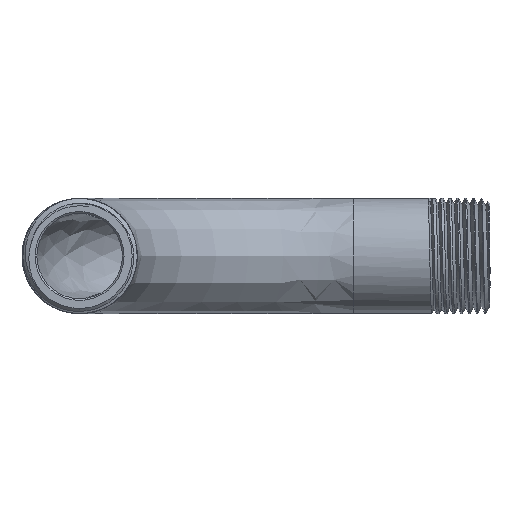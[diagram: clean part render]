
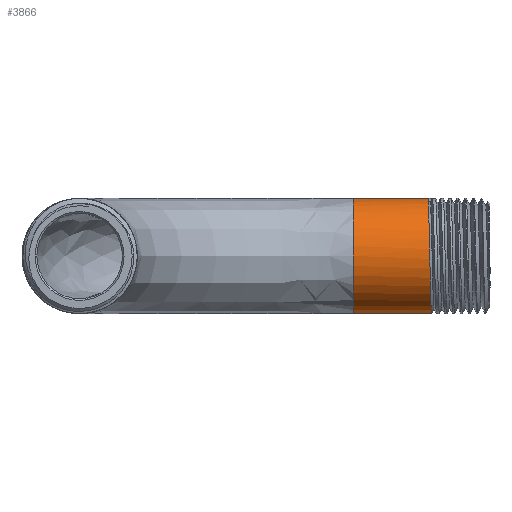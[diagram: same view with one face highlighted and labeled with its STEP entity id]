
A CAD part, front view. The second image highlights one B-rep face of the part: STEP entity #3866.
In plain terms, the highlighted cylindrical face has radius 16.85 mm (diameter 33.7 mm), a partial arc.
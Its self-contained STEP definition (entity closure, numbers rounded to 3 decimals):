
#226 = CARTESIAN_POINT ( 'NONE',  ( 0., 80., 16.85 ) ) ;
#432 = CARTESIAN_POINT ( 'NONE',  ( 22.714, 69.72, -13.397 ) ) ;
#466 = CARTESIAN_POINT ( 'NONE',  ( 22.411, 63.151, -1.125 ) ) ;
#503 = CARTESIAN_POINT ( 'NONE',  ( 22.13, 67.316, 11.106 ) ) ;
#927 = CARTESIAN_POINT ( 'NONE',  ( -500000., 80., 0. ) ) ;
#1127 = AXIS2_PLACEMENT_3D ( 'NONE', #1446, #7054, #2244 ) ;
#1251 = ORIENTED_EDGE ( 'NONE', *, *, #3374, .T. ) ;
#1252 = CARTESIAN_POINT ( 'NONE',  ( 22.656, 67.705, -11.535 ) ) ;
#1278 = DIRECTION ( 'NONE',  ( 1., 0., 0. ) ) ;
#1285 = CARTESIAN_POINT ( 'NONE',  ( 22.364, 63.177, 1.095 ) ) ;
#1318 = CARTESIAN_POINT ( 'NONE',  ( 22.083, 68.855, 12.685 ) ) ;
#1321 = VECTOR ( 'NONE', #6500, 1000. ) ;
#1363 = VERTEX_POINT ( 'NONE', #226 ) ;
#1446 = CARTESIAN_POINT ( 'NONE',  ( 0., 80., 0. ) ) ;
#1616 = ORIENTED_EDGE ( 'NONE', *, *, #6869, .F. ) ;
#2023 = CARTESIAN_POINT ( 'NONE',  ( 22.902, 77.807, -16.743 ) ) ;
#2055 = CARTESIAN_POINT ( 'NONE',  ( 22.621, 66.631, -10.272 ) ) ;
#2092 = CARTESIAN_POINT ( 'NONE',  ( 22.329, 63.364, 2.735 ) ) ;
#2123 = CARTESIAN_POINT ( 'NONE',  ( 22.025, 71.079, 14.305 ) ) ;
#2244 = DIRECTION ( 'NONE',  ( 0., 1., 0. ) ) ;
#2609 = CARTESIAN_POINT ( 'NONE',  ( 22.948, 80., -16.85 ) ) ;
#2822 = CARTESIAN_POINT ( 'NONE',  ( 22.855, 75.638, -16.285 ) ) ;
#2861 = CARTESIAN_POINT ( 'NONE',  ( 22.574, 65.379, -8.448 ) ) ;
#2899 = CARTESIAN_POINT ( 'NONE',  ( 22.294, 63.71, 4.345 ) ) ;
#2930 = CARTESIAN_POINT ( 'NONE',  ( 21.99, 72.532, 15.115 ) ) ;
#3065 = ORIENTED_EDGE ( 'NONE', *, *, #10069, .T. ) ;
#3374 = EDGE_CURVE ( 'NONE', #7136, #6238, #6195, .T. ) ;
#3621 = CARTESIAN_POINT ( 'NONE',  ( 22.82, 74.064, -15.779 ) ) ;
#3654 = CARTESIAN_POINT ( 'NONE',  ( 22.516, 64.227, -5.954 ) ) ;
#3688 = CARTESIAN_POINT ( 'NONE',  ( 22.259, 64.217, 5.927 ) ) ;
#3689 = CARTESIAN_POINT ( 'NONE',  ( 21.826, 80., 16.85 ) ) ;
#3722 = CARTESIAN_POINT ( 'NONE',  ( 21.943, 74.55, 15.982 ) ) ;
#3803 = CIRCLE ( 'NONE', #1127, 16.85 ) ;
#3866 = ADVANCED_FACE ( 'NONE', ( #5327 ), #5080, .T. ) ;
#4177 = VECTOR ( 'NONE', #1278, 1000. ) ;
#4419 = CARTESIAN_POINT ( 'NONE',  ( 22.785, 72.553, -15.125 ) ) ;
#4459 = CARTESIAN_POINT ( 'NONE',  ( 22.481, 63.717, -4.369 ) ) ;
#4493 = CARTESIAN_POINT ( 'NONE',  ( 22.2, 65.369, 8.43 ) ) ;
#4525 = CARTESIAN_POINT ( 'NONE',  ( 21.872, 77.785, 16.741 ) ) ;
#4905 = DIRECTION ( 'NONE',  ( 1., 0., 0. ) ) ;
#4930 = CARTESIAN_POINT ( 'NONE',  ( 0., 80., -16.85 ) ) ;
#5080 = CYLINDRICAL_SURFACE ( 'NONE', #8820, 16.85 ) ;
#5083 = CARTESIAN_POINT ( 'NONE',  ( 22.948, 80., -16.85 ) ) ;
#5121 = CARTESIAN_POINT ( 'NONE',  ( -500000., 80., -16.85 ) ) ;
#5232 = CARTESIAN_POINT ( 'NONE',  ( 22.75, 71.106, -14.322 ) ) ;
#5267 = CARTESIAN_POINT ( 'NONE',  ( 22.434, 63.261, -2.218 ) ) ;
#5298 = CARTESIAN_POINT ( 'NONE',  ( 22.153, 66.612, 10.246 ) ) ;
#5327 = FACE_OUTER_BOUND ( 'NONE', #9273, .T. ) ;
#5332 = CARTESIAN_POINT ( 'NONE',  ( 21.826, 80., 16.85 ) ) ;
#5721 = DIRECTION ( 'NONE',  ( 0., 0., -1. ) ) ;
#6045 = CARTESIAN_POINT ( 'NONE',  ( 22.691, 68.87, -12.699 ) ) ;
#6079 = CARTESIAN_POINT ( 'NONE',  ( 22.376, 63.149, 0.539 ) ) ;
#6115 = CARTESIAN_POINT ( 'NONE',  ( 22.118, 67.688, 11.517 ) ) ;
#6195 = B_SPLINE_CURVE_WITH_KNOTS ( 'NONE', 3,
 ( #2609, #7428, #2023, #7636, #2822, #8451, #3621, #9260, #4419, #10080, #5232, #432, #6045, #1252, #6859, #2055, #7672, #2861, #8487, #3654, #9295, #4459, #10111, #5267, #466, #6079, #1285, #6895, #2092, #7707, #2899, #8522, #3688, #9327, #4493, #10154, #5298, #503, #6115, #1318, #6929, #2123, #7742, #2930, #8555, #3722, #9362, #4525, #10183, #5332 ),
 .UNSPECIFIED., .F., .F.,
 ( 4, 2, 2, 2, 2, 2, 2, 2, 2, 2, 2, 2, 2, 2, 2, 2, 2, 2, 2, 2, 2, 2, 2, 2, 4 ),
 ( 0.73, 0.733, 0.735, 0.736, 0.738, 0.74, 0.743, 0.745, 0.746, 0.749, 0.751, 0.753, 0.756, 0.758, 0.759, 0.761, 0.763, 0.766, 0.768, 0.769, 0.773, 0.774, 0.776, 0.779, 0.782 ),
 .UNSPECIFIED. ) ;
#6238 = VERTEX_POINT ( 'NONE', #3689 ) ;
#6369 = ORIENTED_EDGE ( 'NONE', *, *, #7890, .T. ) ;
#6500 = DIRECTION ( 'NONE',  ( 1., 0., 0. ) ) ;
#6859 = CARTESIAN_POINT ( 'NONE',  ( 22.645, 67.335, -11.127 ) ) ;
#6869 = EDGE_CURVE ( 'NONE', #1363, #6238, #9871, .T. ) ;
#6895 = CARTESIAN_POINT ( 'NONE',  ( 22.34, 63.284, 2.192 ) ) ;
#6929 = CARTESIAN_POINT ( 'NONE',  ( 22.06, 69.702, 13.383 ) ) ;
#7054 = DIRECTION ( 'NONE',  ( 1., 0., 0. ) ) ;
#7136 = VERTEX_POINT ( 'NONE', #5083 ) ;
#7428 = CARTESIAN_POINT ( 'NONE',  ( 22.925, 78.9, -16.85 ) ) ;
#7636 = CARTESIAN_POINT ( 'NONE',  ( 22.867, 76.18, -16.421 ) ) ;
#7672 = CARTESIAN_POINT ( 'NONE',  ( 22.609, 66.299, -9.824 ) ) ;
#7707 = CARTESIAN_POINT ( 'NONE',  ( 22.305, 63.578, 3.811 ) ) ;
#7742 = CARTESIAN_POINT ( 'NONE',  ( 22.013, 71.558, 14.593 ) ) ;
#7890 = EDGE_CURVE ( 'NONE', #1363, #7977, #3803, .T. ) ;
#7977 = VERTEX_POINT ( 'NONE', #4930 ) ;
#8451 = CARTESIAN_POINT ( 'NONE',  ( 22.832, 74.581, -15.965 ) ) ;
#8479 = LINE ( 'NONE', #5121, #4177 ) ;
#8487 = CARTESIAN_POINT ( 'NONE',  ( 22.551, 64.861, -7.481 ) ) ;
#8522 = CARTESIAN_POINT ( 'NONE',  ( 22.27, 64.029, 5.401 ) ) ;
#8555 = CARTESIAN_POINT ( 'NONE',  ( 21.978, 73.029, 15.35 ) ) ;
#8820 = AXIS2_PLACEMENT_3D ( 'NONE', #927, #4905, #5721 ) ;
#9260 = CARTESIAN_POINT ( 'NONE',  ( 22.797, 73.05, -15.36 ) ) ;
#9273 = EDGE_LOOP ( 'NONE', ( #1616, #6369, #3065, #1251 ) ) ;
#9295 = CARTESIAN_POINT ( 'NONE',  ( 22.504, 64.039, -5.43 ) ) ;
#9327 = CARTESIAN_POINT ( 'NONE',  ( 22.223, 64.852, 7.461 ) ) ;
#9362 = CARTESIAN_POINT ( 'NONE',  ( 21.92, 75.603, 16.304 ) ) ;
#9706 = CARTESIAN_POINT ( 'NONE',  ( -500000., 80., 16.85 ) ) ;
#9871 = LINE ( 'NONE', #9706, #1321 ) ;
#10069 = EDGE_CURVE ( 'NONE', #7977, #7136, #8479, .T. ) ;
#10080 = CARTESIAN_POINT ( 'NONE',  ( 22.762, 71.582, -14.607 ) ) ;
#10111 = CARTESIAN_POINT ( 'NONE',  ( 22.469, 63.583, -3.834 ) ) ;
#10154 = CARTESIAN_POINT ( 'NONE',  ( 22.165, 66.283, 9.802 ) ) ;
#10183 = CARTESIAN_POINT ( 'NONE',  ( 21.849, 78.887, 16.85 ) ) ;
